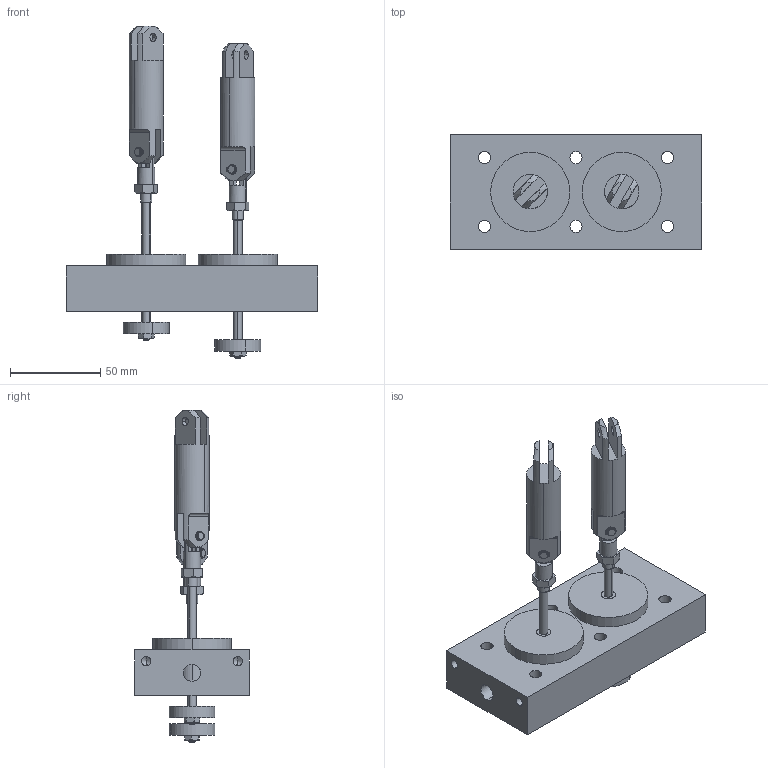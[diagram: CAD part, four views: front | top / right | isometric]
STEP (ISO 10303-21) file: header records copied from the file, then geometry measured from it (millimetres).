
FILE_DESCRIPTION((''),'2;1');
FILE_NAME('CYLINDER_HEAD_ASM_2_SLDASM___ASM','2016-12-07T',('cxl300'),(''),'PRO/ENGINEER BY PARAMETRIC TECHNOLOGY CORPORATION, 2013230','PRO/ENGINEER BY PARAMETRIC TECHNOLOGY CORPORATION, 2013230','');
FILE_SCHEMA(('CONFIG_CONTROL_DESIGN','GEOMETRIC_VALIDATION_PROPERTIES_MIM'));
Length unit declared in the file: millimetre
Products named in the file (13): CYLINDER_HEAD__LOWER_2_SLDPRT__; CYLINDER_HEAD_LOWER_ASSY_2_SL___ASM; BUSHING_PISTON_2_ASS_Y_SLDPRT__; CYLINDER_HEAD_BUSHING_ASSEMBL___ASM; ROD__PISTON_2_ASSY_SLDPRT__; PISTON_2_ASS_Y_SLDPRT__; HNUT_UNC_250_SAE08_ZCR_CR1; COUPLING_PISTON_2_ASS_Y_SLDPR__; SHAFT_CROSSHEAD_2_ASS_Y_SLDPR__; PIN__CONN_ROD_ASS_Y_SLDPRT__; FWAS_375_REG_ZCR_CR1; HNUT_UNC_625_SAE08_ZCR_CR1; CYLINDER_HEAD_ASM_2_SLDASM___ASM
Assembly tree (25 placements, depth 4):
  CYLINDER_HEAD_ASM_2_SLDASM___ASM
    CYLINDER_HEAD_BUSHING_ASSEMBL___ASM
      CYLINDER_HEAD_LOWER_ASSY_2_SL___ASM
        CYLINDER_HEAD__LOWER_2_SLDPRT__
      BUSHING_PISTON_2_ASS_Y_SLDPRT__  x4
    ROD__PISTON_2_ASSY_SLDPRT__  x2
    PISTON_2_ASS_Y_SLDPRT__  x2
    HNUT_UNC_250_SAE08_ZCR_CR1  x2
    COUPLING_PISTON_2_ASS_Y_SLDPR__  x2
    SHAFT_CROSSHEAD_2_ASS_Y_SLDPR__  x2
    PIN__CONN_ROD_ASS_Y_SLDPRT__  x2
    FWAS_375_REG_ZCR_CR1  x4
    HNUT_UNC_625_SAE08_ZCR_CR1  x2
Bounding box: 139.7 x 63.5 x 184.21 mm (x, y, z)
Volume: 259574.5 mm3; surface area: 63360.9 mm2
Topology: 23 solids, 23 shells, 560 faces, 1400 edges, 892 vertices
Faces by surface type: cylinder 228, plane 188, cone 136, torus 8
Entity records: 9849 total; most frequent: CARTESIAN_POINT 2053, DIRECTION 1626, ORIENTED_EDGE 1376, EDGE_CURVE 688, AXIS2_PLACEMENT_3D 663, VERTEX_POINT 437, EDGE_LOOP 341, CIRCLE 334
